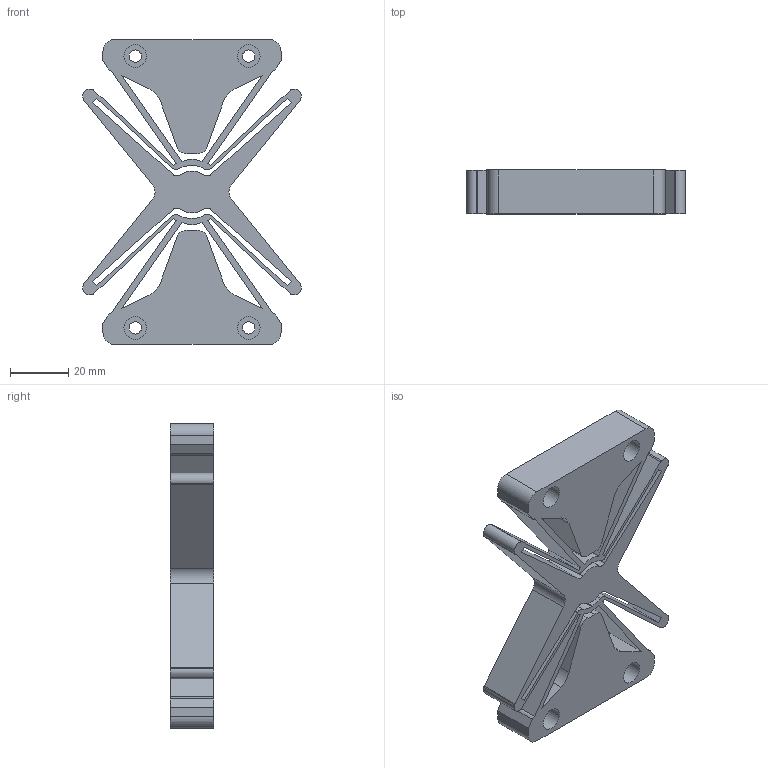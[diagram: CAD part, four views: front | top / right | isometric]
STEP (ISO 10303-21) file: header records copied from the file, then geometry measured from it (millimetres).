
FILE_DESCRIPTION(/* description */ (''),/* implementation_level */ '2;1');
FILE_NAME(/* name */ 'Butterfly Flexure_v4.step',/* time_stamp */ '2024-02-15T15:46:26-05:00',/* author */ (''),/* organization */ (''),/* preprocessor_version */ 'ST-DEVELOPER v20',/* originating_system */ 'Autodesk Translation Framework v12.20.1.177',/* authorisation */ '');
FILE_SCHEMA (('AUTOMOTIVE_DESIGN { 1 0 10303 214 3 1 1 }'));
Length unit declared in the file: millimetre
Products named in the file (1): Butterfly Flexure
Bounding box: 75.07 x 15 x 104.83 mm (x, y, z)
Volume: 59224.2 mm3; surface area: 29371.2 mm2
Topology: 1 solids, 1 shells, 118 faces, 336 edges, 224 vertices
Faces by surface type: cylinder 62, plane 56
Full cylindrical faces by diameter (mm): 4.225 x4, 7.775 x4
Entity records: 3956 total; most frequent: DIRECTION 698, CARTESIAN_POINT 679, ORIENTED_EDGE 672, EDGE_CURVE 336, AXIS2_PLACEMENT_3D 243, VERTEX_POINT 224, LINE 212, VECTOR 212
